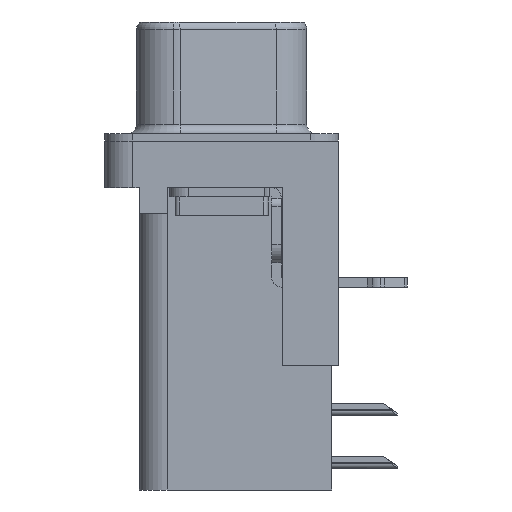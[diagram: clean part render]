
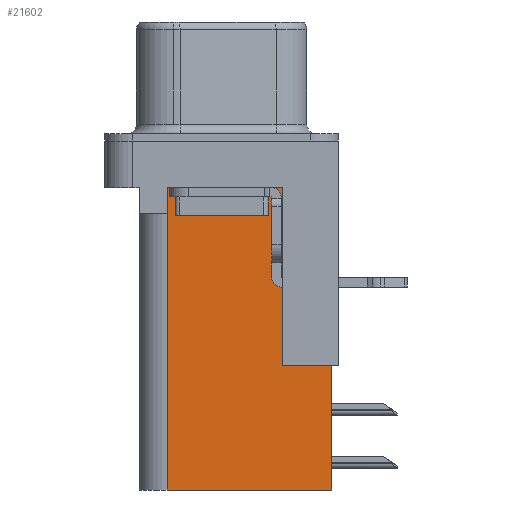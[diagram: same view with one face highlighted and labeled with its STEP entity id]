
A CAD part, left-side view. The second image highlights one B-rep face of the part: STEP entity #21602.
In plain terms, the highlighted planar face has unit normal (-1, 0, 0).
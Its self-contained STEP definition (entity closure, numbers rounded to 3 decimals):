
#43 = ORIENTED_EDGE ( 'NONE', *, *, #21830, .T. ) ;
#321 = CARTESIAN_POINT ( 'NONE',  ( 3.7, 0., -3.9 ) ) ;
#664 = VERTEX_POINT ( 'NONE', #20541 ) ;
#980 = ORIENTED_EDGE ( 'NONE', *, *, #23385, .T. ) ;
#1051 = CARTESIAN_POINT ( 'NONE',  ( 3.7, -3.295, -18.76 ) ) ;
#1115 = CARTESIAN_POINT ( 'NONE',  ( 3.7, 2.925, -3.9 ) ) ;
#1389 = LINE ( 'NONE', #1051, #6205 ) ;
#1530 = LINE ( 'NONE', #11654, #10558 ) ;
#1928 = ORIENTED_EDGE ( 'NONE', *, *, #22549, .T. ) ;
#2721 = VECTOR ( 'NONE', #13433, 1000. ) ;
#3113 = EDGE_LOOP ( 'NONE', ( #1928, #43, #12634, #4821, #6047, #8750, #980, #13219 ) ) ;
#3227 = LINE ( 'NONE', #13516, #17101 ) ;
#3785 = VECTOR ( 'NONE', #4366, 1000. ) ;
#3841 = DIRECTION ( 'NONE',  ( 0., 0., -1. ) ) ;
#4051 = EDGE_CURVE ( 'NONE', #15742, #11135, #1530, .T. ) ;
#4366 = DIRECTION ( 'NONE',  ( 0., 0., 1. ) ) ;
#4476 = EDGE_CURVE ( 'NONE', #12393, #664, #13403, .T. ) ;
#4821 = ORIENTED_EDGE ( 'NONE', *, *, #15378, .F. ) ;
#5536 = CARTESIAN_POINT ( 'NONE',  ( 3.7, -3.295, -18.76 ) ) ;
#5590 = CARTESIAN_POINT ( 'NONE',  ( 3.7, -3.295, -18.76 ) ) ;
#5920 = EDGE_CURVE ( 'NONE', #19539, #14389, #16180, .T. ) ;
#6047 = ORIENTED_EDGE ( 'NONE', *, *, #17871, .F. ) ;
#6205 = VECTOR ( 'NONE', #19112, 1000. ) ;
#6274 = CARTESIAN_POINT ( 'NONE',  ( 3.7, 2.925, -18.76 ) ) ;
#7149 = DIRECTION ( 'NONE',  ( 0., 1., 0. ) ) ;
#7233 = FACE_OUTER_BOUND ( 'NONE', #3113, .T. ) ;
#7331 = DIRECTION ( 'NONE',  ( 1., 0., 0. ) ) ;
#7574 = CARTESIAN_POINT ( 'NONE',  ( 3.7, 2.895, -2.5 ) ) ;
#8272 = CARTESIAN_POINT ( 'NONE',  ( 3.7, 2.925, -18.76 ) ) ;
#8727 = CARTESIAN_POINT ( 'NONE',  ( 3.7, -5.925, -18.76 ) ) ;
#8750 = ORIENTED_EDGE ( 'NONE', *, *, #4051, .F. ) ;
#8838 = VECTOR ( 'NONE', #18930, 1000. ) ;
#10193 = VECTOR ( 'NONE', #20240, 1000. ) ;
#10558 = VECTOR ( 'NONE', #3841, 1000. ) ;
#11135 = VERTEX_POINT ( 'NONE', #8727 ) ;
#11654 = CARTESIAN_POINT ( 'NONE',  ( 3.7, -5.925, -2. ) ) ;
#12350 = LINE ( 'NONE', #20602, #2721 ) ;
#12393 = VERTEX_POINT ( 'NONE', #13072 ) ;
#12621 = CARTESIAN_POINT ( 'NONE',  ( 3.7, -3.295, -2.5 ) ) ;
#12634 = ORIENTED_EDGE ( 'NONE', *, *, #5920, .T. ) ;
#13013 = VERTEX_POINT ( 'NONE', #7574 ) ;
#13072 = CARTESIAN_POINT ( 'NONE',  ( 3.7, -3.295, -12.05 ) ) ;
#13100 = LINE ( 'NONE', #6274, #8838 ) ;
#13219 = ORIENTED_EDGE ( 'NONE', *, *, #4476, .T. ) ;
#13298 = VERTEX_POINT ( 'NONE', #8272 ) ;
#13403 = LINE ( 'NONE', #5590, #3785 ) ;
#13433 = DIRECTION ( 'NONE',  ( 0., 0., -1. ) ) ;
#13516 = CARTESIAN_POINT ( 'NONE',  ( 3.7, -6.295, -12.05 ) ) ;
#14389 = VERTEX_POINT ( 'NONE', #1115 ) ;
#14811 = CARTESIAN_POINT ( 'NONE',  ( 3.7, 2.895, -3.9 ) ) ;
#15378 = EDGE_CURVE ( 'NONE', #13298, #14389, #13100, .T. ) ;
#15742 = VERTEX_POINT ( 'NONE', #18210 ) ;
#16180 = LINE ( 'NONE', #321, #10193 ) ;
#17101 = VECTOR ( 'NONE', #22504, 1000. ) ;
#17871 = EDGE_CURVE ( 'NONE', #11135, #13298, #1389, .T. ) ;
#18208 = PLANE ( 'NONE',  #19913 ) ;
#18210 = CARTESIAN_POINT ( 'NONE',  ( 3.7, -5.925, -12.05 ) ) ;
#18930 = DIRECTION ( 'NONE',  ( 0., 0., 1. ) ) ;
#19112 = DIRECTION ( 'NONE',  ( 0., 1., 0. ) ) ;
#19539 = VERTEX_POINT ( 'NONE', #14811 ) ;
#19913 = AXIS2_PLACEMENT_3D ( 'NONE', #5536, #7331, #19980 ) ;
#19980 = DIRECTION ( 'NONE',  ( 0., 1., 0. ) ) ;
#20240 = DIRECTION ( 'NONE',  ( 0., 1., 0. ) ) ;
#20541 = CARTESIAN_POINT ( 'NONE',  ( 3.7, -3.295, -2.5 ) ) ;
#20602 = CARTESIAN_POINT ( 'NONE',  ( 3.7, 2.895, -3.9 ) ) ;
#21602 = ADVANCED_FACE ( 'NONE', ( #7233 ), #18208, .F. ) ;
#21830 = EDGE_CURVE ( 'NONE', #13013, #19539, #12350, .T. ) ;
#22504 = DIRECTION ( 'NONE',  ( 0., 1., 0. ) ) ;
#22549 = EDGE_CURVE ( 'NONE', #664, #13013, #22748, .T. ) ;
#22748 = LINE ( 'NONE', #12621, #23305 ) ;
#23305 = VECTOR ( 'NONE', #7149, 1000. ) ;
#23385 = EDGE_CURVE ( 'NONE', #15742, #12393, #3227, .T. ) ;
